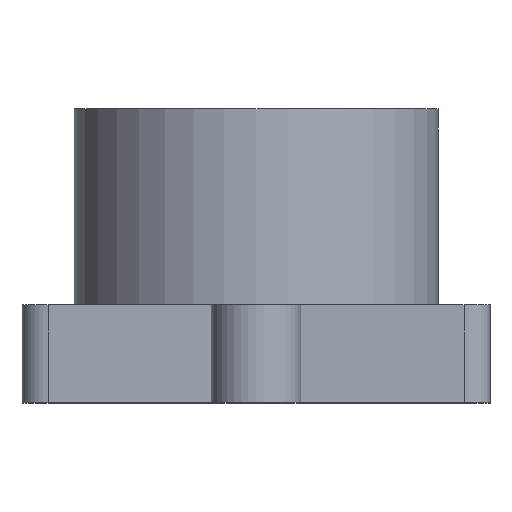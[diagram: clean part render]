
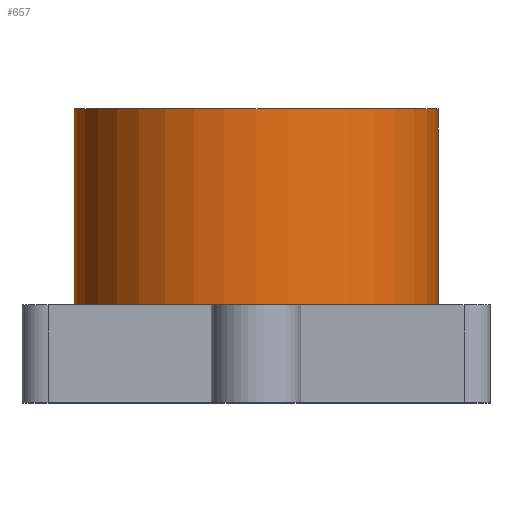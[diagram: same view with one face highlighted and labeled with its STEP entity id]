
A CAD part, top view. The second image highlights one B-rep face of the part: STEP entity #657.
In plain terms, the highlighted cylindrical face has radius 7 mm (diameter 14 mm), a full revolution.
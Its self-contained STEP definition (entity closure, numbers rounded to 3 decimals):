
#44=CYLINDRICAL_SURFACE('',#721,7.);
#62=FACE_OUTER_BOUND('',#99,.T.);
#99=EDGE_LOOP('',(#475,#476,#477,#478,#479,#480));
#142=LINE('',#1020,#201);
#201=VECTOR('',#816,7.);
#264=CIRCLE('',#719,7.);
#265=CIRCLE('',#720,7.);
#266=CIRCLE('',#722,7.);
#267=CIRCLE('',#723,7.);
#302=VERTEX_POINT('',#1011);
#303=VERTEX_POINT('',#1012);
#304=VERTEX_POINT('',#1016);
#305=VERTEX_POINT('',#1017);
#370=EDGE_CURVE('',#302,#303,#264,.T.);
#371=EDGE_CURVE('',#303,#302,#265,.T.);
#372=EDGE_CURVE('',#304,#305,#266,.T.);
#373=EDGE_CURVE('',#305,#304,#267,.T.);
#374=EDGE_CURVE('',#305,#303,#142,.T.);
#475=ORIENTED_EDGE('',*,*,#372,.F.);
#476=ORIENTED_EDGE('',*,*,#373,.F.);
#477=ORIENTED_EDGE('',*,*,#374,.T.);
#478=ORIENTED_EDGE('',*,*,#371,.T.);
#479=ORIENTED_EDGE('',*,*,#370,.T.);
#480=ORIENTED_EDGE('',*,*,#374,.F.);
#657=ADVANCED_FACE('',(#62),#44,.T.);
#719=AXIS2_PLACEMENT_3D('',#1013,#806,#807);
#720=AXIS2_PLACEMENT_3D('',#1014,#808,#809);
#721=AXIS2_PLACEMENT_3D('',#1015,#810,#811);
#722=AXIS2_PLACEMENT_3D('',#1018,#812,#813);
#723=AXIS2_PLACEMENT_3D('',#1019,#814,#815);
#806=DIRECTION('center_axis',(0.,-1.,0.));
#807=DIRECTION('ref_axis',(1.,0.,0.));
#808=DIRECTION('center_axis',(0.,-1.,0.));
#809=DIRECTION('ref_axis',(1.,0.,0.));
#810=DIRECTION('center_axis',(0.,-1.,0.));
#811=DIRECTION('ref_axis',(0.,0.,-1.));
#812=DIRECTION('center_axis',(0.,-1.,0.));
#813=DIRECTION('ref_axis',(0.,0.,-1.));
#814=DIRECTION('center_axis',(0.,-1.,0.));
#815=DIRECTION('ref_axis',(0.,0.,-1.));
#816=DIRECTION('',(0.,1.,0.));
#1011=CARTESIAN_POINT('',(0.,11.3,-7.));
#1012=CARTESIAN_POINT('',(0.,11.3,7.));
#1013=CARTESIAN_POINT('Origin',(0.,11.3,0.));
#1014=CARTESIAN_POINT('Origin',(0.,11.3,0.));
#1015=CARTESIAN_POINT('Origin',(0.,7.525,0.));
#1016=CARTESIAN_POINT('',(0.,3.75,-7.));
#1017=CARTESIAN_POINT('',(0.,3.75,7.));
#1018=CARTESIAN_POINT('Origin',(0.,3.75,0.));
#1019=CARTESIAN_POINT('Origin',(0.,3.75,0.));
#1020=CARTESIAN_POINT('',(0.,7.525,7.));
